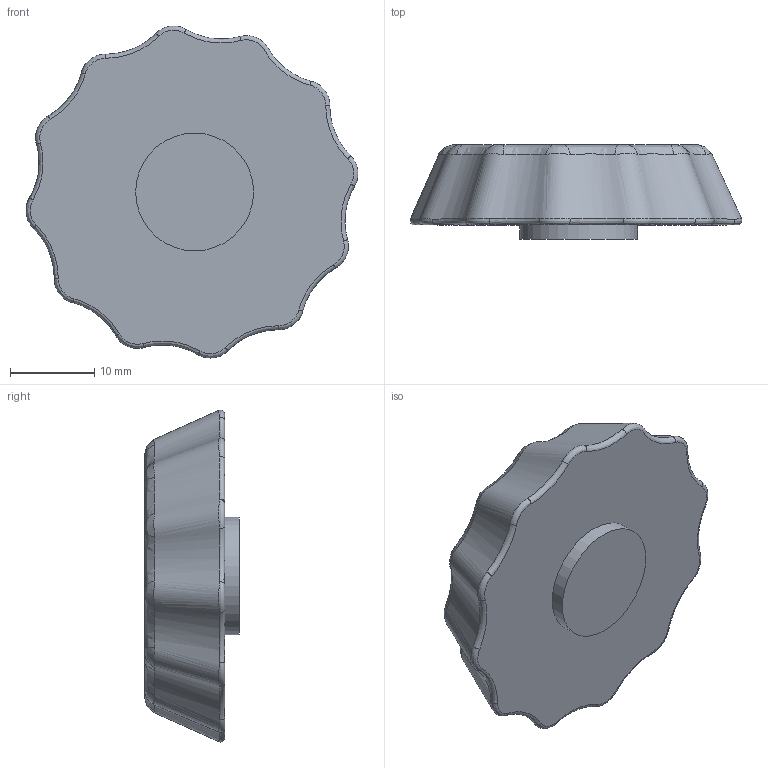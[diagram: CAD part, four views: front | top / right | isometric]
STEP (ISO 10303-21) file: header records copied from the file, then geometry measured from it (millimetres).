
FILE_DESCRIPTION(/* description */ (''),/* implementation_level */ '2;1');
FILE_NAME(/* name */ 'f7936958-ca30-46ed-8a46-486ab984b847.stp',/* time_stamp */ '2020-01-16T16:20:42+00:00',/* author */ (''),/* organization */ (''),/* preprocessor_version */ 'ST-DEVELOPER v18',/* originating_system */ 'Autodesk Translation Framework v8.12.0.6',/* authorisation */ '');
FILE_SCHEMA (('AUTOMOTIVE_DESIGN { 1 0 10303 214 3 1 1 }'));
Length unit declared in the file: millimetre
Products named in the file (2): Tripod Attachment; Tripod Attachment_1
Assembly tree (1 placements, depth 2):
  Tripod Attachment
    Tripod Attachment_1
Bounding box: 39.43 x 11.2 x 39.43 mm (x, y, z)
Volume: 8816.7 mm3; surface area: 3300 mm2
Topology: 1 solids, 1 shells, 56 faces, 152 edges, 100 vertices
Faces by surface type: bspline 48, plane 5, cylinder 3
Full cylindrical faces by diameter (mm): 8.6 x1, 11 x1, 14 x1
Entity records: 3195 total; most frequent: CARTESIAN_POINT 2128, ORIENTED_EDGE 306, EDGE_CURVE 153, DIRECTION 133, VERTEX_POINT 101, AXIS2_PLACEMENT_3D 64, EDGE_LOOP 58, FACE_OUTER_BOUND 56
